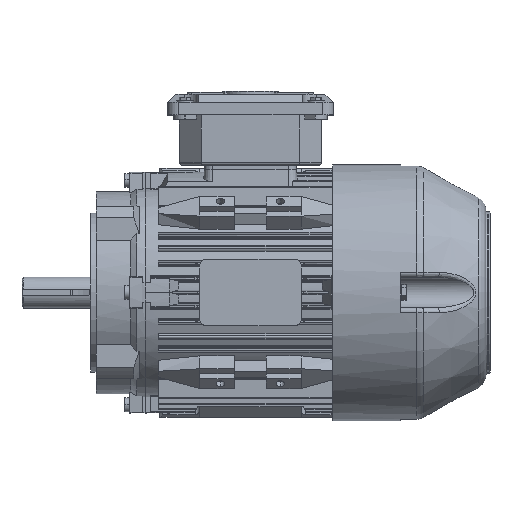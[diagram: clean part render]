
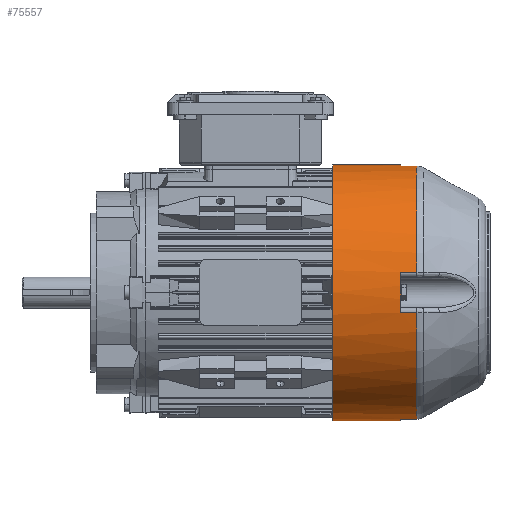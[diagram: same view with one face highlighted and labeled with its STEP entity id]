
A CAD part, top view. The second image highlights one B-rep face of the part: STEP entity #75557.
In plain terms, the highlighted cylindrical face has radius 92 mm (diameter 184 mm), a partial arc.
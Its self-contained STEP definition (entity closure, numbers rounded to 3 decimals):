
#53033 = DIRECTION ( 'NONE',  ( 0., 0., 1. ) ) ;
#53034 = DIRECTION ( 'NONE',  ( -1., 0., 0. ) ) ;
#53035 = CARTESIAN_POINT ( 'NONE',  ( 49., 0., 0. ) ) ;
#53036 = AXIS2_PLACEMENT_3D ( 'NONE', #53035, #53034, #53033 ) ;
#53037 = CIRCLE ( 'NONE', #53036, 92. ) ;
#53038 = CARTESIAN_POINT ( 'NONE',  ( 49., 0., 92. ) ) ;
#53039 = DIRECTION ( 'NONE',  ( -1., 0., 0. ) ) ;
#53040 = VECTOR ( 'NONE', #53039, 1000. ) ;
#53041 = CARTESIAN_POINT ( 'NONE',  ( 0., 0., 92. ) ) ;
#53042 = LINE ( 'NONE', #53041, #53040 ) ;
#53043 = CARTESIAN_POINT ( 'NONE',  ( 0., 0., 92. ) ) ;
#53044 = DIRECTION ( 'NONE',  ( 0., 0., 1. ) ) ;
#53045 = DIRECTION ( 'NONE',  ( -1., 0., 0. ) ) ;
#53046 = CARTESIAN_POINT ( 'NONE',  ( 0., 0., 0. ) ) ;
#53047 = AXIS2_PLACEMENT_3D ( 'NONE', #53046, #53045, #53044 ) ;
#53048 = CIRCLE ( 'NONE', #53047, 92. ) ;
#53049 = CARTESIAN_POINT ( 'NONE',  ( 0., 0., -92. ) ) ;
#53050 = DIRECTION ( 'NONE',  ( -1., 0., 0. ) ) ;
#53051 = VECTOR ( 'NONE', #53050, 1000. ) ;
#53052 = CARTESIAN_POINT ( 'NONE',  ( 0., 0., -92. ) ) ;
#53053 = LINE ( 'NONE', #53052, #53051 ) ;
#53095 = DIRECTION ( 'NONE',  ( 0., 0., 1. ) ) ;
#53096 = DIRECTION ( 'NONE',  ( -1., 0., 0. ) ) ;
#53097 = CARTESIAN_POINT ( 'NONE',  ( 0., 0., 0. ) ) ;
#53098 = AXIS2_PLACEMENT_3D ( 'NONE', #53097, #53096, #53095 ) ;
#53099 = CYLINDRICAL_SURFACE ( 'NONE', #53098, 92. ) ;
#53100 = FACE_OUTER_BOUND ( 'NONE', #75558, .T. ) ;
#53239 = CARTESIAN_POINT ( 'NONE',  ( 60.555, 0., 0. ) ) ;
#53244 = CARTESIAN_POINT ( 'NONE',  ( 60.555, 90.855, -14.472 ) ) ;
#53271 = CARTESIAN_POINT ( 'NONE',  ( 60.555, 14.472, 90.855 ) ) ;
#53272 = DIRECTION ( 'NONE',  ( 1., 0., 0. ) ) ;
#53273 = VECTOR ( 'NONE', #53272, 1000. ) ;
#53274 = CARTESIAN_POINT ( 'NONE',  ( 0., 14.472, 90.855 ) ) ;
#53275 = LINE ( 'NONE', #53274, #53273 ) ;
#53276 = CARTESIAN_POINT ( 'NONE',  ( 49., 14.472, 90.855 ) ) ;
#53293 = DIRECTION ( 'NONE',  ( -1., 0., 0. ) ) ;
#53294 = VECTOR ( 'NONE', #53293, 1000. ) ;
#53295 = CARTESIAN_POINT ( 'NONE',  ( 0., 14.472, -90.855 ) ) ;
#53296 = LINE ( 'NONE', #53295, #53294 ) ;
#53297 = CARTESIAN_POINT ( 'NONE',  ( 60.555, 14.472, -90.855 ) ) ;
#53298 = DIRECTION ( 'NONE',  ( 0., 0., 1. ) ) ;
#53299 = DIRECTION ( 'NONE',  ( -1., 0., 0. ) ) ;
#53300 = AXIS2_PLACEMENT_3D ( 'NONE', #53239, #53299, #53298 ) ;
#53301 = CIRCLE ( 'NONE', #53300, 92. ) ;
#53303 = CARTESIAN_POINT ( 'NONE',  ( 49., 0., -92. ) ) ;
#53304 = CARTESIAN_POINT ( 'NONE',  ( 49., 14.472, -90.855 ) ) ;
#53305 = DIRECTION ( 'NONE',  ( 0., 0., 1. ) ) ;
#53306 = DIRECTION ( 'NONE',  ( -1., 0., 0. ) ) ;
#53307 = CARTESIAN_POINT ( 'NONE',  ( 49., 0., 0. ) ) ;
#53308 = AXIS2_PLACEMENT_3D ( 'NONE', #53307, #53306, #53305 ) ;
#53309 = CIRCLE ( 'NONE', #53308, 92. ) ;
#53310 = DIRECTION ( 'NONE',  ( 1., 0., 0. ) ) ;
#53311 = VECTOR ( 'NONE', #53310, 1000. ) ;
#53312 = CARTESIAN_POINT ( 'NONE',  ( 0., 90.855, -14.472 ) ) ;
#53313 = LINE ( 'NONE', #53312, #53311 ) ;
#53314 = CARTESIAN_POINT ( 'NONE',  ( 49., 90.855, -14.472 ) ) ;
#53315 = DIRECTION ( 'NONE',  ( 0., 0., 1. ) ) ;
#53316 = DIRECTION ( 'NONE',  ( -1., 0., 0. ) ) ;
#53317 = CARTESIAN_POINT ( 'NONE',  ( 49., 0., 0. ) ) ;
#53318 = AXIS2_PLACEMENT_3D ( 'NONE', #53317, #53316, #53315 ) ;
#53319 = CIRCLE ( 'NONE', #53318, 92. ) ;
#53320 = CARTESIAN_POINT ( 'NONE',  ( 49., 90.855, 14.472 ) ) ;
#53321 = DIRECTION ( 'NONE',  ( -1., 0., 0. ) ) ;
#53322 = VECTOR ( 'NONE', #53321, 1000. ) ;
#53323 = CARTESIAN_POINT ( 'NONE',  ( 0., 90.855, 14.472 ) ) ;
#53324 = LINE ( 'NONE', #53323, #53322 ) ;
#53325 = DIRECTION ( 'NONE',  ( 0., 0., 1. ) ) ;
#53326 = DIRECTION ( 'NONE',  ( -1., 0., 0. ) ) ;
#53327 = CARTESIAN_POINT ( 'NONE',  ( 60.555, 0., 0. ) ) ;
#53328 = AXIS2_PLACEMENT_3D ( 'NONE', #53327, #53326, #53325 ) ;
#53329 = CIRCLE ( 'NONE', #53328, 92. ) ;
#53330 = CARTESIAN_POINT ( 'NONE',  ( 60.555, 90.855, 14.472 ) ) ;
#75534 = EDGE_CURVE ( 'NONE', #75622, #75535, #53053, .T. ) ;
#75535 = VERTEX_POINT ( 'NONE', #53049 ) ;
#75536 = ORIENTED_EDGE ( 'NONE', *, *, #75537, .F. ) ;
#75537 = EDGE_CURVE ( 'NONE', #75538, #75535, #53048, .T. ) ;
#75538 = VERTEX_POINT ( 'NONE', #53043 ) ;
#75539 = ORIENTED_EDGE ( 'NONE', *, *, #75540, .F. ) ;
#75540 = EDGE_CURVE ( 'NONE', #75541, #75538, #53042, .T. ) ;
#75541 = VERTEX_POINT ( 'NONE', #53038 ) ;
#75542 = ORIENTED_EDGE ( 'NONE', *, *, #75543, .T. ) ;
#75543 = EDGE_CURVE ( 'NONE', #75541, #75604, #53037, .T. ) ;
#75557 = ADVANCED_FACE ( 'NONE', ( #53100 ), #53099, .T. ) ;
#75558 = EDGE_LOOP ( 'NONE', ( #75619, #75623, #75536, #75539, #75542, #75605, #75608, #75611, #75614, #75617, #75592, #75595 ) ) ;
#75591 = VERTEX_POINT ( 'NONE', #53244 ) ;
#75592 = ORIENTED_EDGE ( 'NONE', *, *, #75593, .T. ) ;
#75593 = EDGE_CURVE ( 'NONE', #75591, #75594, #53301, .T. ) ;
#75594 = VERTEX_POINT ( 'NONE', #53297 ) ;
#75595 = ORIENTED_EDGE ( 'NONE', *, *, #75596, .T. ) ;
#75596 = EDGE_CURVE ( 'NONE', #75594, #75621, #53296, .T. ) ;
#75604 = VERTEX_POINT ( 'NONE', #53276 ) ;
#75605 = ORIENTED_EDGE ( 'NONE', *, *, #75606, .T. ) ;
#75606 = EDGE_CURVE ( 'NONE', #75604, #75607, #53275, .T. ) ;
#75607 = VERTEX_POINT ( 'NONE', #53271 ) ;
#75608 = ORIENTED_EDGE ( 'NONE', *, *, #75609, .T. ) ;
#75609 = EDGE_CURVE ( 'NONE', #75607, #75610, #53329, .T. ) ;
#75610 = VERTEX_POINT ( 'NONE', #53330 ) ;
#75611 = ORIENTED_EDGE ( 'NONE', *, *, #75612, .T. ) ;
#75612 = EDGE_CURVE ( 'NONE', #75610, #75613, #53324, .T. ) ;
#75613 = VERTEX_POINT ( 'NONE', #53320 ) ;
#75614 = ORIENTED_EDGE ( 'NONE', *, *, #75615, .T. ) ;
#75615 = EDGE_CURVE ( 'NONE', #75613, #75616, #53319, .T. ) ;
#75616 = VERTEX_POINT ( 'NONE', #53314 ) ;
#75617 = ORIENTED_EDGE ( 'NONE', *, *, #75618, .T. ) ;
#75618 = EDGE_CURVE ( 'NONE', #75616, #75591, #53313, .T. ) ;
#75619 = ORIENTED_EDGE ( 'NONE', *, *, #75620, .T. ) ;
#75620 = EDGE_CURVE ( 'NONE', #75621, #75622, #53309, .T. ) ;
#75621 = VERTEX_POINT ( 'NONE', #53304 ) ;
#75622 = VERTEX_POINT ( 'NONE', #53303 ) ;
#75623 = ORIENTED_EDGE ( 'NONE', *, *, #75534, .T. ) ;
